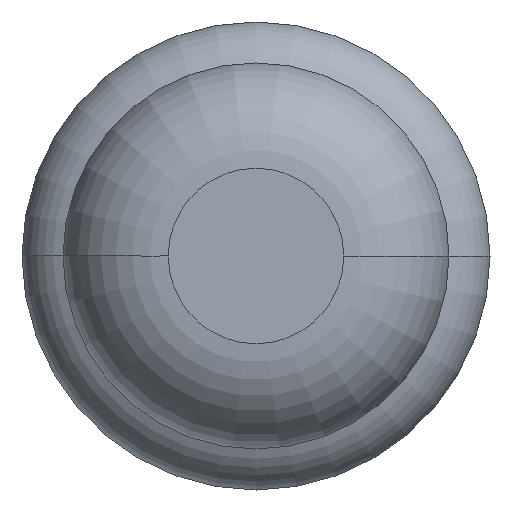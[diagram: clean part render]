
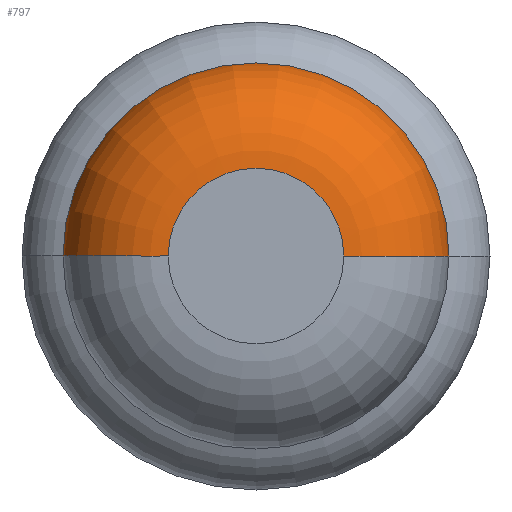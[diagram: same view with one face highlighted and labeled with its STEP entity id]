
A CAD part, front view. The second image highlights one B-rep face of the part: STEP entity #797.
In plain terms, the highlighted toroidal (fillet/blend) face has major radius 0.375 mm and minor radius 0.45 mm.
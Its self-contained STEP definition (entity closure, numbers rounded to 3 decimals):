
#149 = VERTEX_POINT ( 'NONE', #1645 ) ;
#155 = DIRECTION ( 'NONE',  ( 1., 0., 0. ) ) ;
#171 = CIRCLE ( 'NONE', #1524, 0.45 ) ;
#254 = DIRECTION ( 'NONE',  ( 1., 0., 0. ) ) ;
#255 = EDGE_LOOP ( 'NONE', ( #262, #1087, #2608, #1953 ) ) ;
#262 = ORIENTED_EDGE ( 'NONE', *, *, #402, .T. ) ;
#402 = EDGE_CURVE ( 'Defeature ausgef�hrt1_8+Defeature ausgef�hrt1_9+Defeature ausgef�hrt1_9+Defeature ausgef�hrt1_9', #3102, #3342, #816, .T. ) ;
#797 = ADVANCED_FACE ( 'Defeature ausgef�hrt1_8', ( #2708 ), #2465, .T. ) ;
#816 = CIRCLE ( 'NONE', #1906, 0.825 ) ;
#851 = CIRCLE ( 'NONE', #2724, 0.375 ) ;
#869 = EDGE_CURVE ( 'Defeature ausgef�hrt1_7+Defeature ausgef�hrt1_8+Defeature ausgef�hrt1_8+Defeature ausgef�hrt1_8', #2447, #149, #851, .T. ) ;
#1016 = DIRECTION ( 'NONE',  ( 0., -1., 0. ) ) ;
#1040 = CARTESIAN_POINT ( 'NONE',  ( 0., -32., 0. ) ) ;
#1087 = ORIENTED_EDGE ( 'NONE', *, *, #2906, .T. ) ;
#1313 = DIRECTION ( 'NONE',  ( 1., 0., 0. ) ) ;
#1324 = CARTESIAN_POINT ( 'NONE',  ( -0.375, -31.55, 0. ) ) ;
#1346 = EDGE_CURVE ( 'NONE', #3102, #2447, #3356, .T. ) ;
#1498 = CARTESIAN_POINT ( 'NONE',  ( 0., -31.55, 0. ) ) ;
#1512 = DIRECTION ( 'NONE',  ( 0., -1., 0. ) ) ;
#1524 = AXIS2_PLACEMENT_3D ( 'NONE', #1324, #1818, #254 ) ;
#1559 = AXIS2_PLACEMENT_3D ( 'NONE', #1498, #1512, #1985 ) ;
#1645 = CARTESIAN_POINT ( 'NONE',  ( -0.375, -32., 0. ) ) ;
#1732 = CARTESIAN_POINT ( 'NONE',  ( 0.375, -32., 0. ) ) ;
#1818 = DIRECTION ( 'NONE',  ( 0., 0., 1. ) ) ;
#1906 = AXIS2_PLACEMENT_3D ( 'NONE', #2763, #2523, #155 ) ;
#1953 = ORIENTED_EDGE ( 'NONE', *, *, #1346, .F. ) ;
#1985 = DIRECTION ( 'NONE',  ( 1., 0., 0. ) ) ;
#2023 = CARTESIAN_POINT ( 'NONE',  ( -0.825, -31.55, 0. ) ) ;
#2196 = DIRECTION ( 'NONE',  ( 0., 0., -1. ) ) ;
#2226 = CARTESIAN_POINT ( 'NONE',  ( 0.375, -31.55, 0. ) ) ;
#2306 = DIRECTION ( 'NONE',  ( -1., 0., 0. ) ) ;
#2370 = CARTESIAN_POINT ( 'NONE',  ( 0.825, -31.55, 0. ) ) ;
#2447 = VERTEX_POINT ( 'NONE', #1732 ) ;
#2465 = TOROIDAL_SURFACE ( 'NONE', #1559, 0.375, 0.45 ) ;
#2523 = DIRECTION ( 'NONE',  ( 0., -1., 0. ) ) ;
#2608 = ORIENTED_EDGE ( 'NONE', *, *, #869, .F. ) ;
#2708 = FACE_OUTER_BOUND ( 'NONE', #255, .T. ) ;
#2724 = AXIS2_PLACEMENT_3D ( 'NONE', #1040, #1016, #1313 ) ;
#2763 = CARTESIAN_POINT ( 'NONE',  ( 0., -31.55, 0. ) ) ;
#2772 = AXIS2_PLACEMENT_3D ( 'NONE', #2226, #2196, #2306 ) ;
#2906 = EDGE_CURVE ( 'NONE', #3342, #149, #171, .T. ) ;
#3102 = VERTEX_POINT ( 'NONE', #2370 ) ;
#3342 = VERTEX_POINT ( 'NONE', #2023 ) ;
#3356 = CIRCLE ( 'NONE', #2772, 0.45 ) ;
